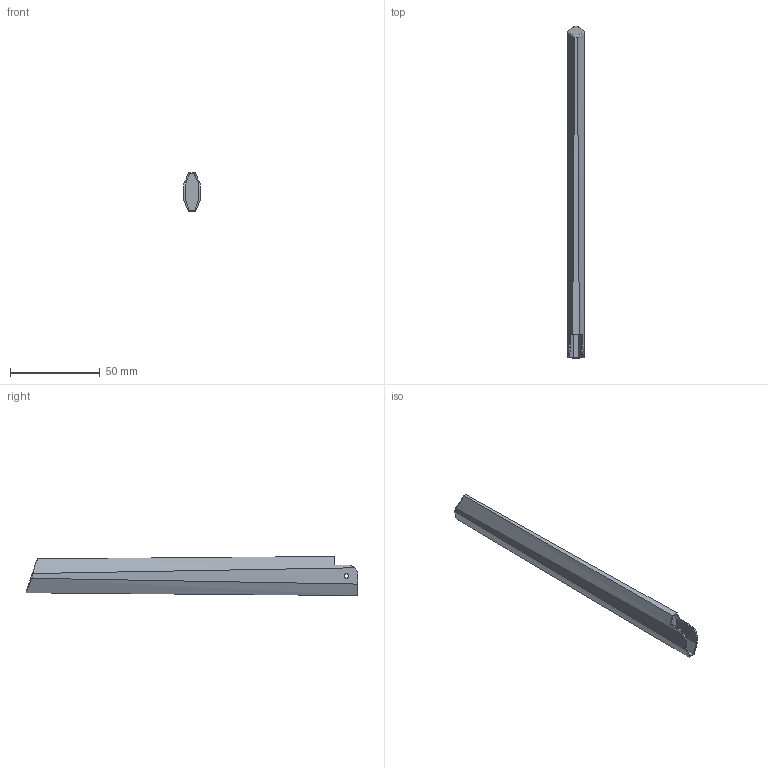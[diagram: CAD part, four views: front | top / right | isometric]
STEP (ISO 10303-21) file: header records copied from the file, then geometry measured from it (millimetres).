
FILE_DESCRIPTION (( 'STEP AP214' ), '1' );
FILE_NAME ('FMANRBD1052_3D.step', '2023-04-10T18:00:37', ( '' ), ( '' ), 'SwSTEP 2.0', 'SolidWorks 2022', '' );
FILE_SCHEMA (( 'AUTOMOTIVE_DESIGN' ));
Length unit declared in the file: inch
Products named in the file (1): FMANRBD1052_3D
Bounding box: 9.02 x 184.8 x 21.69 mm (x, y, z)
Volume: 22855.3 mm3; surface area: 9477.5 mm2
Topology: 1 solids, 1 shells, 38 faces, 110 edges, 73 vertices
Faces by surface type: plane 18, cylinder 10, bspline 10
Entity records: 1502 total; most frequent: CARTESIAN_POINT 575, ORIENTED_EDGE 220, DIRECTION 129, EDGE_CURVE 110, VERTEX_POINT 73, LINE 61, VECTOR 61, EDGE_LOOP 41
